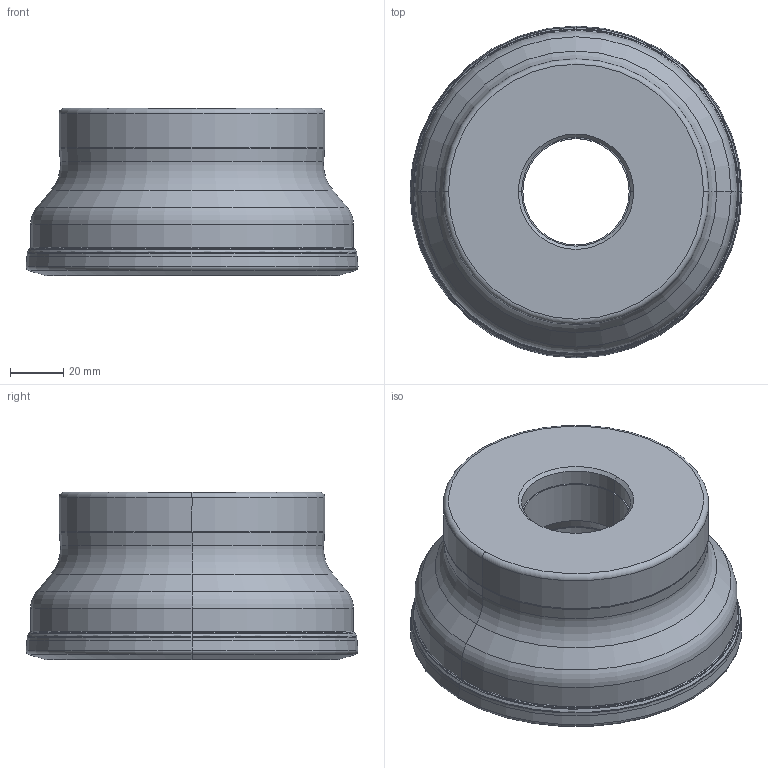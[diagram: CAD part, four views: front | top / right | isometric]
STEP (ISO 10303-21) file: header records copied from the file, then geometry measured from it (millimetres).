
FILE_DESCRIPTION(/* description */ (''),/* implementation_level */ '2;1');
FILE_NAME(/* name */ 'WJX14-125B09AR_MR1_5.stp',/* time_stamp */ '2021-09-08T11:37:41+09:00',/* author */ (''),/* organization */ (''),/* preprocessor_version */ 'ST-DEVELOPER v16',/* originating_system */ 'SIEMENS PLM Software NX 10.0',/* authorisation */ '');
FILE_SCHEMA (('AUTOMOTIVE_DESIGN { 1 0 10303 214 3 1 1 1 }'));
Length unit declared in the file: millimetre
Products named in the file (1): WJX14-125B09AR_MR1_5_ASM
Bounding box: 125 x 124.99 x 63 mm (x, y, z)
Volume: 516755.6 mm3; surface area: 63065.2 mm2
Topology: 2 solids, 2 shells, 135 faces, 333 edges, 241 vertices
Faces by surface type: torus 58, cone 28, revolution 26, cylinder 14, plane 5, bspline 4
Entity records: 4987 total; most frequent: CARTESIAN_POINT 1574, DIRECTION 769, ORIENTED_EDGE 596, AXIS2_PLACEMENT_3D 349, EDGE_CURVE 298, CIRCLE 233, VERTEX_POINT 168, EDGE_LOOP 140
